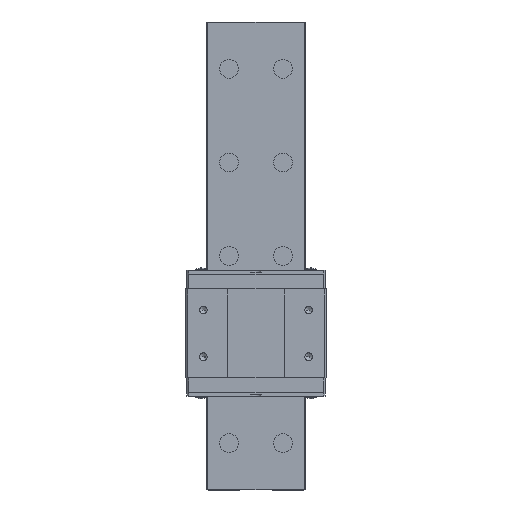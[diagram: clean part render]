
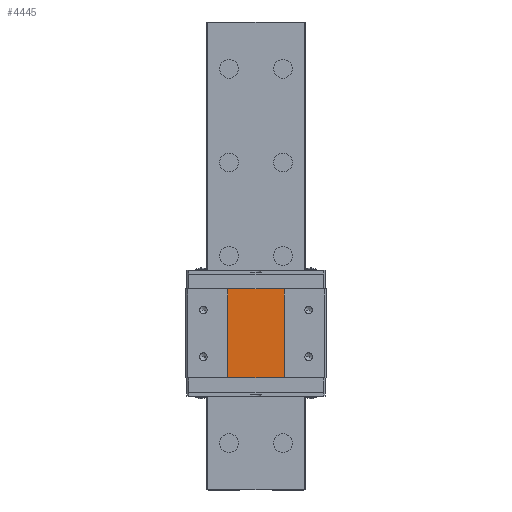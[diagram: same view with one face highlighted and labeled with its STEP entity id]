
A CAD part, top view. The second image highlights one B-rep face of the part: STEP entity #4445.
In plain terms, the highlighted planar face has unit normal (0, 0, 1).
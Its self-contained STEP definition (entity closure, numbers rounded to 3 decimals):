
#234 = VERTEX_POINT ( 'NONE', #7704 ) ;
#654 = DIRECTION ( 'NONE',  ( 1., 0., 0. ) ) ;
#769 = CARTESIAN_POINT ( 'NONE',  ( 12., 47.901, 15.75 ) ) ;
#1571 = PLANE ( 'NONE',  #3171 ) ;
#2318 = DIRECTION ( 'NONE',  ( 0., 0., 1. ) ) ;
#2466 = EDGE_CURVE ( 'NONE', #3668, #11254, #5576, .T. ) ;
#3171 = AXIS2_PLACEMENT_3D ( 'NONE', #3248, #2318, #9825 ) ;
#3248 = CARTESIAN_POINT ( 'NONE',  ( 0., 66.901, 15.75 ) ) ;
#3366 = LINE ( 'NONE', #10009, #5806 ) ;
#3589 = DIRECTION ( 'NONE',  ( 0., 1., 0. ) ) ;
#3668 = VERTEX_POINT ( 'NONE', #9044 ) ;
#3773 = LINE ( 'NONE', #11153, #6265 ) ;
#4181 = FACE_OUTER_BOUND ( 'NONE', #6940, .T. ) ;
#4445 = ADVANCED_FACE ( 'NONE', ( #4181 ), #1571, .T. ) ;
#4759 = ORIENTED_EDGE ( 'NONE', *, *, #8275, .F. ) ;
#5576 = LINE ( 'NONE', #6623, #10994 ) ;
#5633 = ORIENTED_EDGE ( 'NONE', *, *, #8000, .F. ) ;
#5806 = VECTOR ( 'NONE', #654, 1000. ) ;
#5947 = ORIENTED_EDGE ( 'NONE', *, *, #2466, .F. ) ;
#5951 = CARTESIAN_POINT ( 'NONE',  ( 0., 47.901, 15.75 ) ) ;
#6265 = VECTOR ( 'NONE', #3589, 1000. ) ;
#6495 = DIRECTION ( 'NONE',  ( 0., -1., 0. ) ) ;
#6623 = CARTESIAN_POINT ( 'NONE',  ( 12., 66.901, 15.75 ) ) ;
#6876 = LINE ( 'NONE', #5951, #12081 ) ;
#6934 = VERTEX_POINT ( 'NONE', #8545 ) ;
#6940 = EDGE_LOOP ( 'NONE', ( #5947, #5633, #8170, #4759 ) ) ;
#7704 = CARTESIAN_POINT ( 'NONE',  ( -12., 47.901, 15.75 ) ) ;
#8000 = EDGE_CURVE ( 'NONE', #6934, #3668, #3366, .T. ) ;
#8170 = ORIENTED_EDGE ( 'NONE', *, *, #11717, .F. ) ;
#8275 = EDGE_CURVE ( 'NONE', #11254, #234, #6876, .T. ) ;
#8545 = CARTESIAN_POINT ( 'NONE',  ( -12., 85.901, 15.75 ) ) ;
#9044 = CARTESIAN_POINT ( 'NONE',  ( 12., 85.901, 15.75 ) ) ;
#9747 = DIRECTION ( 'NONE',  ( -1., 0., 0. ) ) ;
#9825 = DIRECTION ( 'NONE',  ( 1., 0., 0. ) ) ;
#10009 = CARTESIAN_POINT ( 'NONE',  ( 0., 85.901, 15.75 ) ) ;
#10994 = VECTOR ( 'NONE', #6495, 1000. ) ;
#11153 = CARTESIAN_POINT ( 'NONE',  ( -12., 66.901, 15.75 ) ) ;
#11254 = VERTEX_POINT ( 'NONE', #769 ) ;
#11717 = EDGE_CURVE ( 'NONE', #234, #6934, #3773, .T. ) ;
#12081 = VECTOR ( 'NONE', #9747, 1000. ) ;
